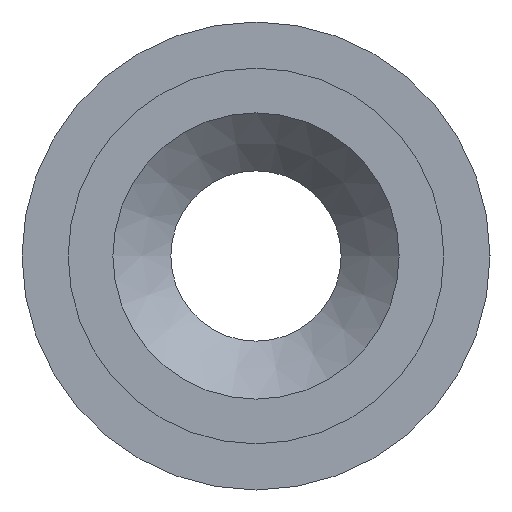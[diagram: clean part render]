
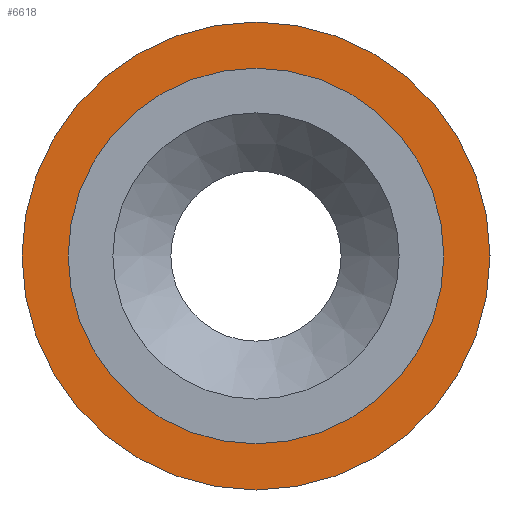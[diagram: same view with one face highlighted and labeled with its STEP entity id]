
A CAD part, left-side view. The second image highlights one B-rep face of the part: STEP entity #6618.
In plain terms, the highlighted planar face has unit normal (-1, 0, 0).
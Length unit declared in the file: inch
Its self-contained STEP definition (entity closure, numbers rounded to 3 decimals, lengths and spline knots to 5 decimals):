
#271=PLANE($,#7120);
#480=FACE_BOUND($,#1287,.T.);
#851=FACE_OUTER_BOUND($,#1286,.T.);
#1286=EDGE_LOOP($,(#6163));
#1287=EDGE_LOOP($,(#6164));
#2321=CIRCLE($,#7110,1.635);
#2326=CIRCLE($,#7119,1.3125);
#3259=VERTEX_POINT($,#14224);
#3264=VERTEX_POINT($,#14238);
#4228=EDGE_CURVE($,#3259,#3259,#2321,.T.);
#4233=EDGE_CURVE($,#3264,#3264,#2326,.T.);
#6163=ORIENTED_EDGE($,*,*,#4228,.F.);
#6164=ORIENTED_EDGE($,*,*,#4233,.T.);
#6618=ADVANCED_FACE($,(#851,#480),#271,.T.);
#7110=AXIS2_PLACEMENT_3D($,#14225,#8516,#8517);
#7119=AXIS2_PLACEMENT_3D($,#14239,#8534,#8535);
#7120=AXIS2_PLACEMENT_3D($,#14240,#8536,#8537);
#8516=DIRECTION('center_axis',(1.,0.,0.));
#8517=DIRECTION('ref_axis',(0.,0.,-1.));
#8534=DIRECTION('center_axis',(1.,0.,0.));
#8535=DIRECTION('ref_axis',(0.,0.,-1.));
#8536=DIRECTION('center_axis',(-1.,0.,0.));
#8537=DIRECTION('ref_axis',(0.,0.,1.));
#14224=CARTESIAN_POINT('',(0.,1.635,0.));
#14225=CARTESIAN_POINT('Origin',(0.,0.,0.));
#14238=CARTESIAN_POINT('',(0.,1.3125,0.));
#14239=CARTESIAN_POINT('Origin',(0.,0.,0.));
#14240=CARTESIAN_POINT('Origin',(0.,1.635,0.));
